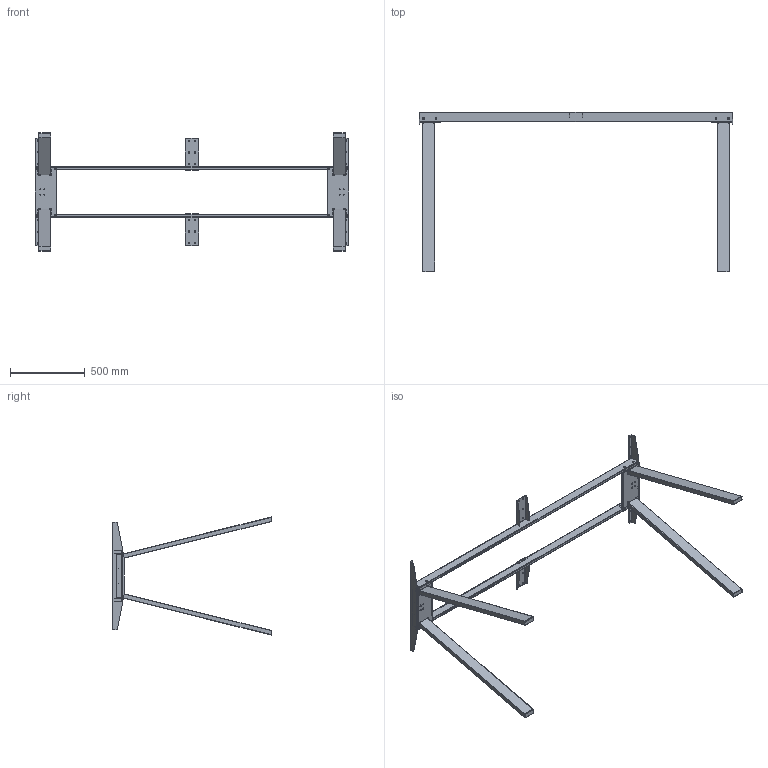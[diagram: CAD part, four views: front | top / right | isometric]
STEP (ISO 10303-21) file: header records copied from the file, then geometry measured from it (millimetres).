
FILE_DESCRIPTION (( 'STEP AP203' ), '1' );
FILE_NAME ('V-2 Aero Flex_först. ram_höjd 1070_50551x+50563x.STEP', '2019-03-29T10:24:22', ( '' ), ( '' ), 'SwSTEP 2.0', 'SolidWorks 2017', '' );
FILE_SCHEMA (( 'CONFIG_CONTROL_DESIGN' ));
Length unit declared in the file: millimetre
Products named in the file (1): V-2 Aero Flex_först. ram_höjd 1070_50551x+50563x
Bounding box: 2100 x 1070.03 x 790.68 mm (x, y, z)
Surface area: 2484190.5 mm2 (no closed solid volume)
Topology: 0 solids, 104 shells, 532 faces, 1792 edges, 1332 vertices
Faces by surface type: plane 234, cylinder 226, cone 56, bspline 16
Entity records: 19956 total; most frequent: CARTESIAN_POINT 4317, DIRECTION 3322, ORIENTED_EDGE 2648, EDGE_CURVE 1792, VERTEX_POINT 1332, AXIS2_PLACEMENT_3D 1153, LINE 1016, VECTOR 1016
